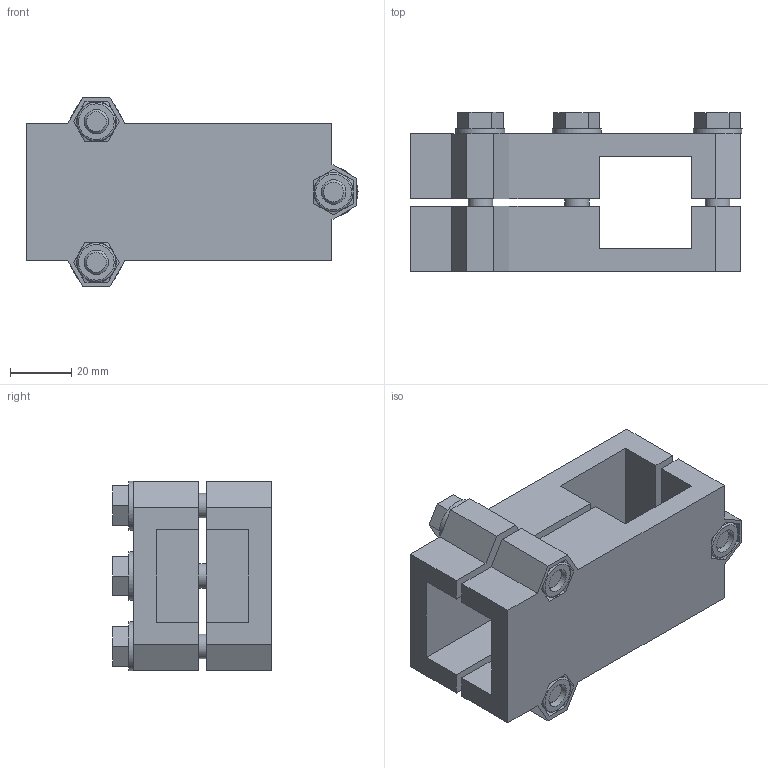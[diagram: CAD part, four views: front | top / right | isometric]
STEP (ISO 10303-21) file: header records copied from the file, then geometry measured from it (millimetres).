
FILE_DESCRIPTION( ( 'STEP AP214' ), '1' );
FILE_NAME( 'K0476.523030.stp', '2021-01-06T10:54:27', ( '' ), ( '' ), ' ', 'PARTsolutions', ' ' );
FILE_SCHEMA( ( 'AUTOMOTIVE_DESIGN { 1 0 10303 214 1 1 1 1 }' ) );
Length unit declared in the file: millimetre
Products named in the file (1): _K0476.523030
Bounding box: 108.5 x 51.9 x 62 mm (x, y, z)
Volume: 133547 mm3; surface area: 38547.1 mm2
Topology: 1 solids, 1 shells, 216 faces, 564 edges, 363 vertices
Faces by surface type: plane 139, cone 39, cylinder 32, torus 6
Full cylindrical faces by diameter (mm): 8 x7, 12.6 x3, 16 x4
Entity records: 8226 total; most frequent: CARTESIAN_POINT 1365, ORIENTED_EDGE 1062, DIRECTION 1012, EDGE_CURVE 531, VERTEX_POINT 353, LINE 340, VECTOR 340, AXIS2_PLACEMENT_3D 336
